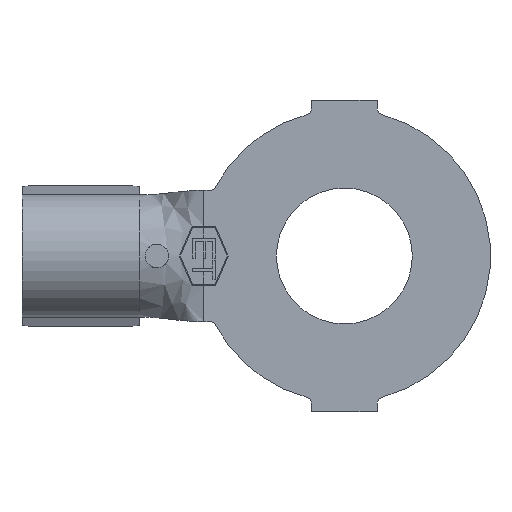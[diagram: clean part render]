
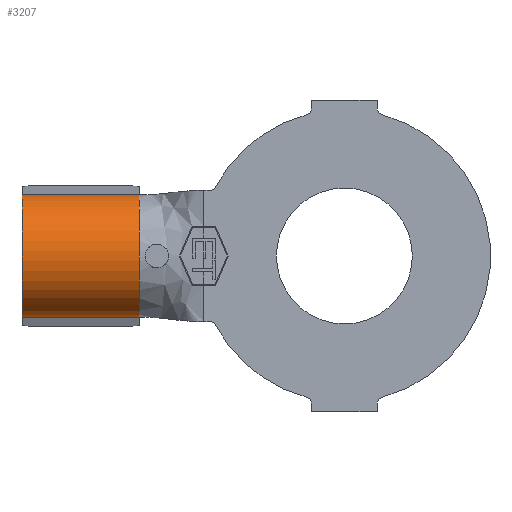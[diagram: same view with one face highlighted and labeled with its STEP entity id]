
A CAD part, front view. The second image highlights one B-rep face of the part: STEP entity #3207.
In plain terms, the highlighted cylindrical face has radius 1.676 mm (diameter 3.353 mm), a partial arc.
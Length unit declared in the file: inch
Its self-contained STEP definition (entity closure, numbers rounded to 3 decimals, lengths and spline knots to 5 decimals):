
#60 = LINE ( 'NONE', #3863, #3262 ) ;
#141 = ORIENTED_EDGE ( 'NONE', *, *, #3650, .F. ) ;
#172 = CARTESIAN_POINT ( 'NONE',  ( -0.344, 0.05603, 0.06524 ) ) ;
#357 = CARTESIAN_POINT ( 'NONE',  ( -0.344, 0.05603, 0.06524 ) ) ;
#714 = EDGE_CURVE ( 'NONE', #1525, #1885, #1898, .T. ) ;
#751 = VERTEX_POINT ( 'NONE', #357 ) ;
#776 = FACE_OUTER_BOUND ( 'NONE', #3788, .T. ) ;
#929 = CARTESIAN_POINT ( 'NONE',  ( -0.219, 0.05603, 0.06524 ) ) ;
#1122 = VERTEX_POINT ( 'NONE', #2454 ) ;
#1153 = AXIS2_PLACEMENT_3D ( 'NONE', #2806, #3683, #2507 ) ;
#1187 = DIRECTION ( 'NONE',  ( 1., 0., 0. ) ) ;
#1239 = ORIENTED_EDGE ( 'NONE', *, *, #2951, .T. ) ;
#1525 = VERTEX_POINT ( 'NONE', #929 ) ;
#1545 = CARTESIAN_POINT ( 'NONE',  ( -0.219, 0.05603, -0.06524 ) ) ;
#1564 = AXIS2_PLACEMENT_3D ( 'NONE', #1636, #3713, #1949 ) ;
#1636 = CARTESIAN_POINT ( 'NONE',  ( -0.219, 0.066, 0. ) ) ;
#1790 = DIRECTION ( 'NONE',  ( 1., 0., 0. ) ) ;
#1857 = AXIS2_PLACEMENT_3D ( 'NONE', #2984, #1187, #3287 ) ;
#1885 = VERTEX_POINT ( 'NONE', #1545 ) ;
#1898 = CIRCLE ( 'NONE', #1564, 0.066 ) ;
#1949 = DIRECTION ( 'NONE',  ( 0., 0., -1. ) ) ;
#2107 = DIRECTION ( 'NONE',  ( 1., 0., 0. ) ) ;
#2346 = VECTOR ( 'NONE', #2107, 39.37008 ) ;
#2349 = CYLINDRICAL_SURFACE ( 'NONE', #1153, 0.066 ) ;
#2454 = CARTESIAN_POINT ( 'NONE',  ( -0.344, 0.05603, -0.06524 ) ) ;
#2507 = DIRECTION ( 'NONE',  ( 0., 0., -1. ) ) ;
#2806 = CARTESIAN_POINT ( 'NONE',  ( -0.344, 0.066, 0. ) ) ;
#2951 = EDGE_CURVE ( 'NONE', #1122, #1885, #60, .T. ) ;
#2979 = EDGE_CURVE ( 'NONE', #751, #1122, #3864, .T. ) ;
#2984 = CARTESIAN_POINT ( 'NONE',  ( -0.344, 0.066, 0. ) ) ;
#3038 = ORIENTED_EDGE ( 'NONE', *, *, #2979, .T. ) ;
#3118 = LINE ( 'NONE', #172, #2346 ) ;
#3207 = ADVANCED_FACE ( 'NONE', ( #776 ), #2349, .T. ) ;
#3262 = VECTOR ( 'NONE', #1790, 39.37008 ) ;
#3287 = DIRECTION ( 'NONE',  ( 0., 0., -1. ) ) ;
#3650 = EDGE_CURVE ( 'NONE', #751, #1525, #3118, .T. ) ;
#3683 = DIRECTION ( 'NONE',  ( 1., 0., 0. ) ) ;
#3713 = DIRECTION ( 'NONE',  ( 1., 0., 0. ) ) ;
#3788 = EDGE_LOOP ( 'NONE', ( #3814, #141, #3038, #1239 ) ) ;
#3814 = ORIENTED_EDGE ( 'NONE', *, *, #714, .F. ) ;
#3863 = CARTESIAN_POINT ( 'NONE',  ( -0.344, 0.05603, -0.06524 ) ) ;
#3864 = CIRCLE ( 'NONE', #1857, 0.066 ) ;
